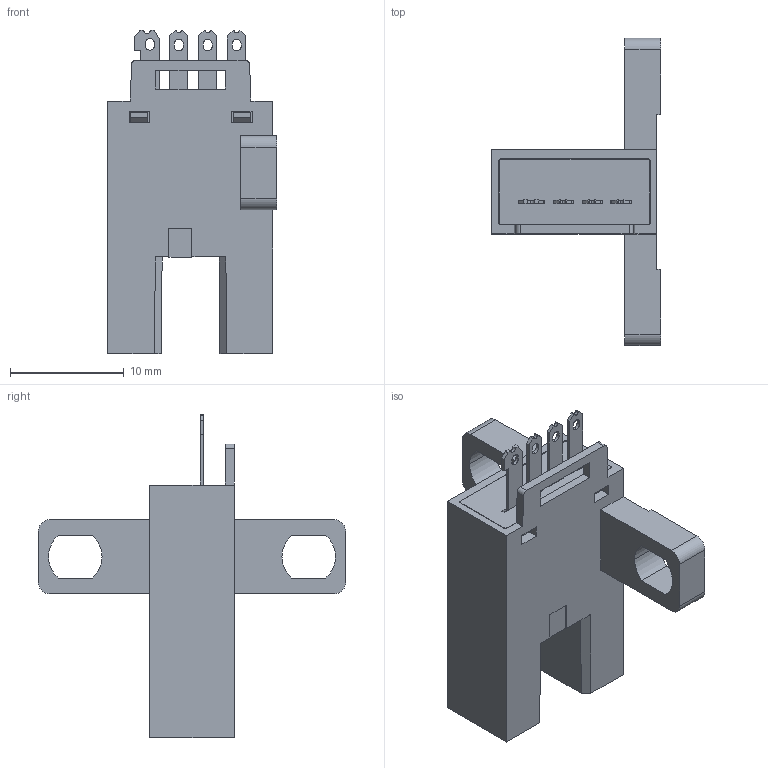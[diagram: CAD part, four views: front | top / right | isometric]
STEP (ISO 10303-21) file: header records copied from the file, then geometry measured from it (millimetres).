
FILE_DESCRIPTION (( 'STEP AP214' ), '1' );
FILE_NAME ('PXSLST-303P-E_3D.STEP', '2022-10-26T22:06:26', ( '' ), ( '' ), 'SwSTEP 2.0', 'SolidWorks 2022', '' );
FILE_SCHEMA (( 'AUTOMOTIVE_DESIGN' ));
Length unit declared in the file: inch
Products named in the file (1): PXSLST-303P-E_3D
Bounding box: 14.85 x 27 x 28.42 mm (x, y, z)
Volume: 2286.2 mm3; surface area: 2232.5 mm2
Topology: 2 solids, 2 shells, 305 faces, 860 edges, 572 vertices
Faces by surface type: plane 261, cylinder 40, bspline 3, sphere 1
Entity records: 13846 total; most frequent: CARTESIAN_POINT 1861, ORIENTED_EDGE 1714, DIRECTION 1538, EDGE_CURVE 857, LINE 760, VECTOR 760, VERTEX_POINT 570, AXIS2_PLACEMENT_3D 389
